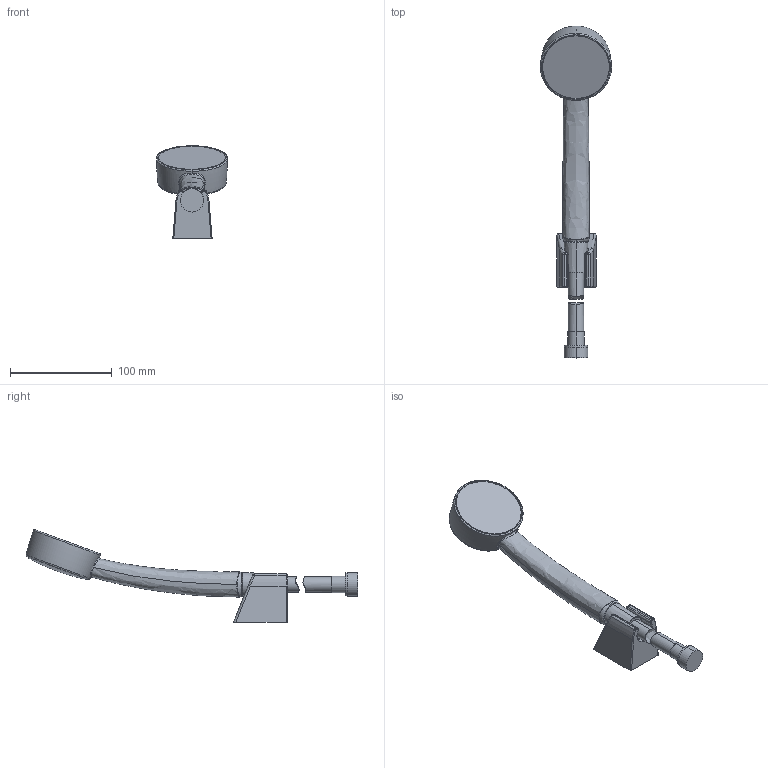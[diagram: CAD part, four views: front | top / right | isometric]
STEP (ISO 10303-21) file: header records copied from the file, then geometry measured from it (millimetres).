
FILE_DESCRIPTION (( 'STEP AP203' ), '1' );
FILE_NAME ('532(2016)+44681113.STEP', '2019-06-14T08:48:58', ( '' ), ( '' ), 'SwSTEP 2.0', 'SolidWorks 2016', '' );
FILE_SCHEMA (( 'CONFIG_CONTROL_DESIGN' ));
Length unit declared in the file: millimetre
Products named in the file (1): 532(2016)+44681113
Bounding box: 69.71 x 325.85 x 90.78 mm (x, y, z)
Volume: 324568.1 mm3; surface area: 54928.6 mm2
Topology: 5 solids, 5 shells, 167 faces, 367 edges, 211 vertices
Faces by surface type: cylinder 62, torus 34, bspline 30, plane 27, sphere 8, cone 6
Entity records: 9919 total; most frequent: CARTESIAN_POINT 6412, DIRECTION 732, ORIENTED_EDGE 714, EDGE_CURVE 357, AXIS2_PLACEMENT_3D 311, VERTEX_POINT 207, EDGE_LOOP 174, CIRCLE 173
